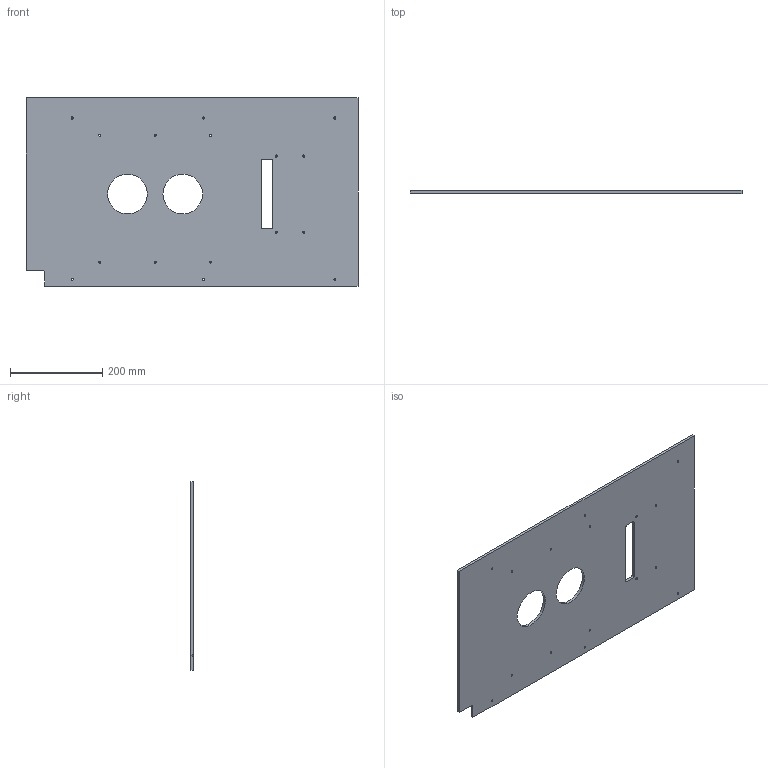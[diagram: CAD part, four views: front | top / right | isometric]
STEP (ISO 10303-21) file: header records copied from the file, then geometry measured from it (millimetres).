
FILE_DESCRIPTION (( 'STEP AP214' ), '1' );
FILE_NAME ('OA-Y40-P06-00.STEP', '2018-10-14T12:32:30', ( '' ), ( '' ), 'SwSTEP 2.0', 'SolidWorks 2014', '' );
FILE_SCHEMA (( 'AUTOMOTIVE_DESIGN' ));
Length unit declared in the file: millimetre
Products named in the file (1): OA-Y40-P06-00
Bounding box: 720 x 6 x 409 mm (x, y, z)
Volume: 1664123.1 mm3; surface area: 574965.2 mm2
Topology: 1 solids, 1 shells, 85 faces, 217 edges, 134 vertices
Faces by surface type: cylinder 41, cone 32, plane 12
Entity records: 3590 total; most frequent: DIRECTION 503, CARTESIAN_POINT 437, ORIENTED_EDGE 434, EDGE_CURVE 217, AXIS2_PLACEMENT_3D 200, VERTEX_POINT 134, EDGE_LOOP 123, CIRCLE 114
